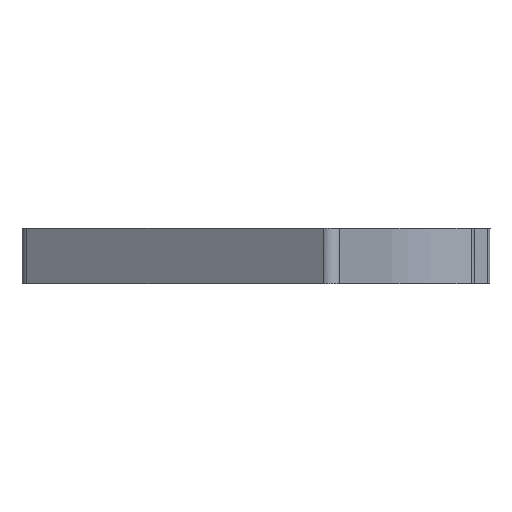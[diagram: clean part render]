
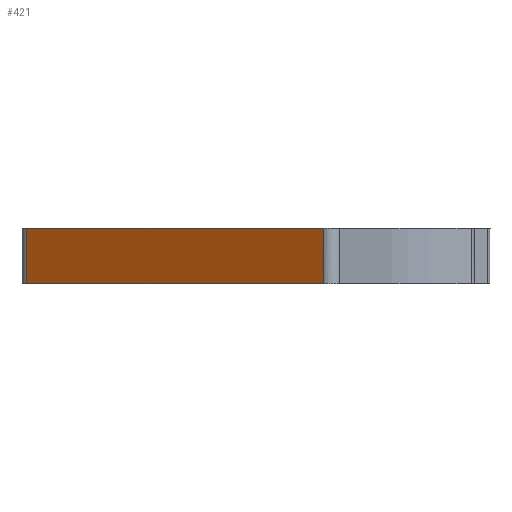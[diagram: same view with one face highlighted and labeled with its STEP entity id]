
A CAD part, front view. The second image highlights one B-rep face of the part: STEP entity #421.
In plain terms, the highlighted free-form (B-spline) face has degree [1, 1] with [2, 2] control points.
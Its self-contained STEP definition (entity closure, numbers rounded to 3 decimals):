
#64 = VERTEX_POINT('',#65);
#65 = CARTESIAN_POINT('',(8.104,27.445,4.14)
  );
#79 = VERTEX_POINT('',#80);
#80 = CARTESIAN_POINT('',(8.104,27.445,0.));
#86 = EDGE_CURVE('',#64,#79,#87,.T.);
#87 = B_SPLINE_CURVE_WITH_KNOTS('',1,(#88,#89),.UNSPECIFIED.,.F.,.F.,(2,
    2),(0.,5.),.PIECEWISE_BEZIER_KNOTS.);
#88 = CARTESIAN_POINT('',(8.104,27.445,4.14)
  );
#89 = CARTESIAN_POINT('',(8.104,27.445,0.));
#421 = ADVANCED_FACE('',(#422),#444,.F.);
#422 = FACE_BOUND('',#423,.T.);
#423 = EDGE_LOOP('',(#424,#431,#432,#439));
#424 = ORIENTED_EDGE('',*,*,#425,.F.);
#425 = EDGE_CURVE('',#64,#426,#428,.T.);
#426 = VERTEX_POINT('',#427);
#427 = CARTESIAN_POINT('',(30.451,11.547,4.14
    ));
#428 = B_SPLINE_CURVE_WITH_KNOTS('',1,(#429,#430),.UNSPECIFIED.,.F.,.F.,
  (2,2),(-34.198,-1.076),.PIECEWISE_BEZIER_KNOTS.);
#429 = CARTESIAN_POINT('',(8.104,27.445,4.14)
  );
#430 = CARTESIAN_POINT('',(30.451,11.547,4.14
    ));
#431 = ORIENTED_EDGE('',*,*,#86,.T.);
#432 = ORIENTED_EDGE('',*,*,#433,.T.);
#433 = EDGE_CURVE('',#79,#434,#436,.T.);
#434 = VERTEX_POINT('',#435);
#435 = CARTESIAN_POINT('',(30.451,11.547,0.));
#436 = B_SPLINE_CURVE_WITH_KNOTS('',1,(#437,#438),.UNSPECIFIED.,.F.,.F.,
  (2,2),(-34.198,-1.076),.PIECEWISE_BEZIER_KNOTS.);
#437 = CARTESIAN_POINT('',(8.104,27.445,0.));
#438 = CARTESIAN_POINT('',(30.451,11.547,0.));
#439 = ORIENTED_EDGE('',*,*,#440,.T.);
#440 = EDGE_CURVE('',#434,#426,#441,.T.);
#441 = B_SPLINE_CURVE_WITH_KNOTS('',1,(#442,#443),.UNSPECIFIED.,.F.,.F.,
  (2,2),(-5.,0.),.PIECEWISE_BEZIER_KNOTS.);
#442 = CARTESIAN_POINT('',(30.451,11.547,0.));
#443 = CARTESIAN_POINT('',(30.451,11.547,4.14
    ));
#444 = B_SPLINE_SURFACE_WITH_KNOTS('',1,1,(
    (#445,#446)
    ,(#447,#448
    )),.UNSPECIFIED.,.F.,.F.,.F.,(2,2),(2,2),(1.076,
    34.198),(-5.,0.),.PIECEWISE_BEZIER_KNOTS.);
#445 = CARTESIAN_POINT('',(30.451,11.547,0.));
#446 = CARTESIAN_POINT('',(30.451,11.547,4.14
    ));
#447 = CARTESIAN_POINT('',(8.104,27.445,0.));
#448 = CARTESIAN_POINT('',(8.104,27.445,4.14)
  );
